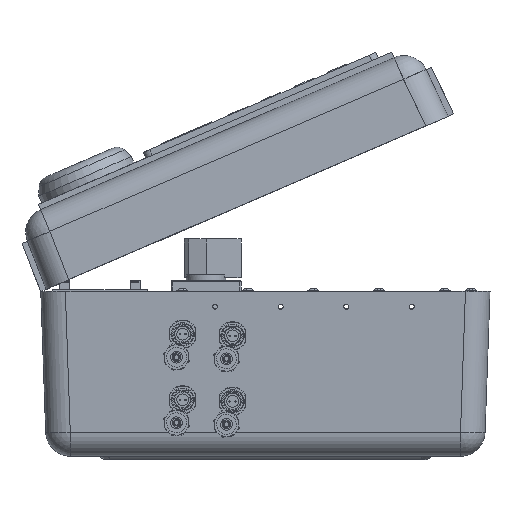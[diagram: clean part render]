
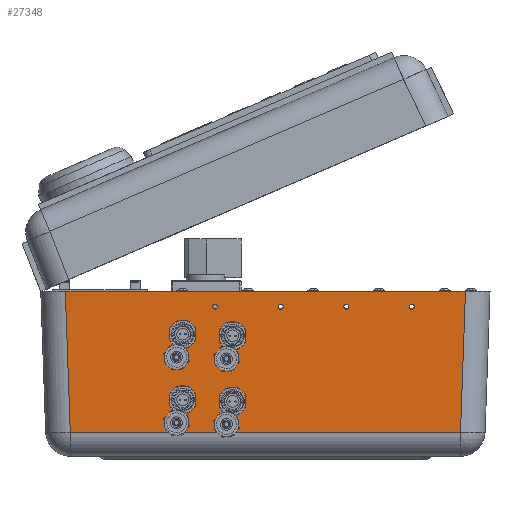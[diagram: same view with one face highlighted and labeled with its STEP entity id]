
A CAD part, left-side view. The second image highlights one B-rep face of the part: STEP entity #27348.
In plain terms, the highlighted planar face has unit normal (-0.999, 0, -0.035).
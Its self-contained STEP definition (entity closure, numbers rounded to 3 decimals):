
#1084=CIRCLE('',#29540,1.65);
#1086=CIRCLE('',#29543,1.65);
#1088=CIRCLE('',#29546,1.65);
#1090=CIRCLE('',#29549,1.65);
#2113=FACE_BOUND('',#5706,.T.);
#2114=FACE_BOUND('',#5707,.T.);
#2115=FACE_BOUND('',#5708,.T.);
#2116=FACE_BOUND('',#5709,.T.);
#2485=B_SPLINE_CURVE_WITH_KNOTS('',3,(#48193,#48194,#48195,#48196,#48197,
#48198,#48199,#48200),.UNSPECIFIED.,.F.,.F.,(4,2,2,4),(-2.436,
-2.344,-2.208,-2.126),.UNSPECIFIED.);
#2486=B_SPLINE_CURVE_WITH_KNOTS('',3,(#48203,#48204,#48205,#48206,#48207,
#48208,#48209,#48210),.UNSPECIFIED.,.F.,.F.,(4,2,2,4),(-3.45,
-3.271,-3.122,-3.085),.UNSPECIFIED.);
#3854=FACE_OUTER_BOUND('',#5705,.T.);
#5705=EDGE_LOOP('',(#22614,#22615,#22616,#22617,#22618,#22619));
#5706=EDGE_LOOP('',(#22620));
#5707=EDGE_LOOP('',(#22621));
#5708=EDGE_LOOP('',(#22622));
#5709=EDGE_LOOP('',(#22623));
#8004=LINE('',#47994,#10461);
#8007=LINE('',#48031,#10464);
#8017=LINE('',#48154,#10474);
#8020=LINE('',#48202,#10477);
#10461=VECTOR('',#34966,10.);
#10464=VECTOR('',#35001,10.);
#10474=VECTOR('',#35077,10.);
#10477=VECTOR('',#35084,10.);
#12858=VERTEX_POINT('',#47854);
#12860=VERTEX_POINT('',#47860);
#12862=VERTEX_POINT('',#47866);
#12864=VERTEX_POINT('',#47872);
#12901=VERTEX_POINT('',#47991);
#12902=VERTEX_POINT('',#47993);
#12906=VERTEX_POINT('',#48016);
#12924=VERTEX_POINT('',#48153);
#12928=VERTEX_POINT('',#48192);
#12929=VERTEX_POINT('',#48201);
#16149=EDGE_CURVE('',#12858,#12858,#1084,.T.);
#16152=EDGE_CURVE('',#12860,#12860,#1086,.T.);
#16155=EDGE_CURVE('',#12862,#12862,#1088,.T.);
#16158=EDGE_CURVE('',#12864,#12864,#1090,.T.);
#16210=EDGE_CURVE('',#12901,#12902,#8004,.T.);
#16223=EDGE_CURVE('',#12906,#12901,#8007,.T.);
#16256=EDGE_CURVE('',#12902,#12924,#8017,.T.);
#16262=EDGE_CURVE('',#12906,#12928,#2485,.F.);
#16263=EDGE_CURVE('',#12929,#12928,#8020,.F.);
#16264=EDGE_CURVE('',#12929,#12924,#2486,.F.);
#22614=ORIENTED_EDGE('',*,*,#16210,.F.);
#22615=ORIENTED_EDGE('',*,*,#16223,.F.);
#22616=ORIENTED_EDGE('',*,*,#16262,.T.);
#22617=ORIENTED_EDGE('',*,*,#16263,.F.);
#22618=ORIENTED_EDGE('',*,*,#16264,.T.);
#22619=ORIENTED_EDGE('',*,*,#16256,.F.);
#22620=ORIENTED_EDGE('',*,*,#16149,.T.);
#22621=ORIENTED_EDGE('',*,*,#16152,.T.);
#22622=ORIENTED_EDGE('',*,*,#16155,.T.);
#22623=ORIENTED_EDGE('',*,*,#16158,.T.);
#26036=PLANE('',#29644);
#27348=ADVANCED_FACE('',(#3854,#2113,#2114,#2115,#2116),#26036,.F.);
#29540=AXIS2_PLACEMENT_3D('',#47855,#34835,#34836);
#29543=AXIS2_PLACEMENT_3D('',#47861,#34842,#34843);
#29546=AXIS2_PLACEMENT_3D('',#47867,#34849,#34850);
#29549=AXIS2_PLACEMENT_3D('',#47873,#34856,#34857);
#29644=AXIS2_PLACEMENT_3D('',#48191,#35082,#35083);
#34835=DIRECTION('center_axis',(0.999,0.,0.035));
#34836=DIRECTION('ref_axis',(0.,-1.,0.));
#34842=DIRECTION('center_axis',(0.999,0.,0.035));
#34843=DIRECTION('ref_axis',(0.,-1.,0.));
#34849=DIRECTION('center_axis',(0.999,0.,0.035));
#34850=DIRECTION('ref_axis',(0.,-1.,0.));
#34856=DIRECTION('center_axis',(0.999,0.,0.035));
#34857=DIRECTION('ref_axis',(0.,-1.,0.));
#34966=DIRECTION('',(0.,1.,0.));
#35001=DIRECTION('',(0.035,0.035,-0.999));
#35077=DIRECTION('',(-0.035,0.035,0.999));
#35082=DIRECTION('center_axis',(0.999,0.,0.035));
#35083=DIRECTION('ref_axis',(0.035,0.,-0.999));
#35084=DIRECTION('',(0.,1.,0.));
#47854=CARTESIAN_POINT('',(-220.512,-98.85,19.507));
#47855=CARTESIAN_POINT('Origin',(-220.512,-100.5,19.507));
#47860=CARTESIAN_POINT('',(-220.512,-53.85,19.507));
#47861=CARTESIAN_POINT('Origin',(-220.512,-55.5,19.507));
#47866=CARTESIAN_POINT('',(-220.512,-8.85,19.507));
#47867=CARTESIAN_POINT('Origin',(-220.512,-10.5,19.507));
#47872=CARTESIAN_POINT('',(-220.512,36.15,19.507));
#47873=CARTESIAN_POINT('Origin',(-220.512,34.5,19.507));
#47991=CARTESIAN_POINT('',(-217.496,-133.957,-66.845));
#47993=CARTESIAN_POINT('',(-217.496,133.957,-66.845));
#47994=CARTESIAN_POINT('',(-217.496,65.047,-66.845));
#48016=CARTESIAN_POINT('',(-220.877,-137.337,29.964));
#48031=CARTESIAN_POINT('',(-220.636,-137.096,23.056));
#48153=CARTESIAN_POINT('',(-220.877,137.337,29.964));
#48154=CARTESIAN_POINT('',(-220.636,137.096,23.056));
#48191=CARTESIAN_POINT('Origin',(-220.843,0.,
29.001));
#48192=CARTESIAN_POINT('',(-220.878,-133.341,30.));
#48193=CARTESIAN_POINT('Ctrl Pts',(-220.878,-133.341,30.));
#48194=CARTESIAN_POINT('Ctrl Pts',(-220.878,-133.806,
29.998));
#48195=CARTESIAN_POINT('Ctrl Pts',(-220.878,-133.916,
29.997));
#48196=CARTESIAN_POINT('Ctrl Pts',(-220.878,-134.961,
29.989));
#48197=CARTESIAN_POINT('Ctrl Pts',(-220.878,-135.586,
29.984));
#48198=CARTESIAN_POINT('Ctrl Pts',(-220.877,-136.587,
29.973));
#48199=CARTESIAN_POINT('Ctrl Pts',(-220.877,-136.962,
29.969));
#48200=CARTESIAN_POINT('Ctrl Pts',(-220.877,-137.337,
29.964));
#48201=CARTESIAN_POINT('',(-220.878,133.341,30.));
#48202=CARTESIAN_POINT('',(-220.878,0.,30.));
#48203=CARTESIAN_POINT('Ctrl Pts',(-220.877,137.337,29.964));
#48204=CARTESIAN_POINT('Ctrl Pts',(-220.877,136.684,29.973));
#48205=CARTESIAN_POINT('Ctrl Pts',(-220.878,136.032,29.98));
#48206=CARTESIAN_POINT('Ctrl Pts',(-220.878,134.833,29.99));
#48207=CARTESIAN_POINT('Ctrl Pts',(-220.878,134.288,29.995));
#48208=CARTESIAN_POINT('Ctrl Pts',(-220.878,133.607,29.999));
#48209=CARTESIAN_POINT('Ctrl Pts',(-220.878,133.474,30.));
#48210=CARTESIAN_POINT('Ctrl Pts',(-220.878,133.341,30.));
